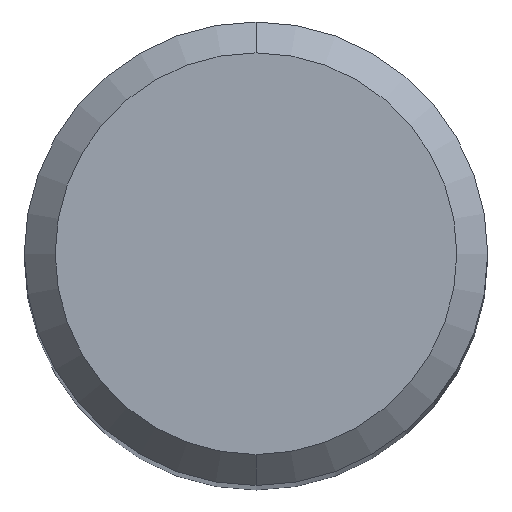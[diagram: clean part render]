
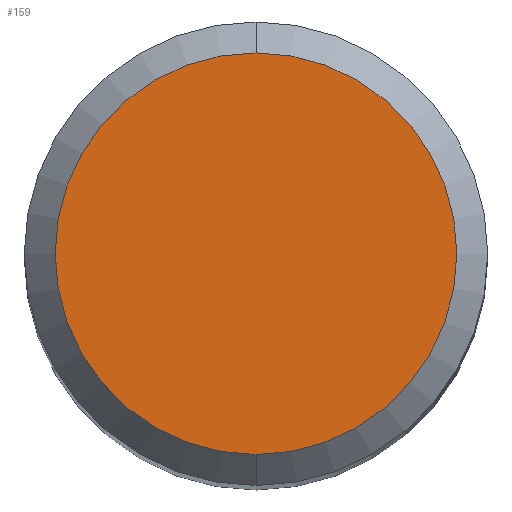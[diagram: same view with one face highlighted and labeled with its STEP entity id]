
A CAD part, top view. The second image highlights one B-rep face of the part: STEP entity #159.
In plain terms, the highlighted planar face has unit normal (0, 0, 1).
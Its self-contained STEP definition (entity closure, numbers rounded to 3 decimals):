
#109=EDGE_CURVE('',#213,#179,#261,.T.);
#125=EDGE_CURVE('',#179,#213,#281,.T.);
#159=ADVANCED_FACE('',(#321),#322,.T.);
#179=VERTEX_POINT('',#344);
#213=VERTEX_POINT('',#380);
#261=CIRCLE('',#423,2.6);
#281=CIRCLE('',#445,2.6);
#321=FACE_OUTER_BOUND('',#496,.T.);
#322=PLANE('',#497);
#344=CARTESIAN_POINT('',(0.0,2.6,0.0));
#380=CARTESIAN_POINT('',(0.,-2.6,0.0));
#423=AXIS2_PLACEMENT_3D('',#611,#612,#613);
#445=AXIS2_PLACEMENT_3D('',#649,#650,#651);
#496=EDGE_LOOP('',(#716,#717));
#497=AXIS2_PLACEMENT_3D('',#718,#719,#720);
#611=CARTESIAN_POINT('',(0.0,0.0,0.0));
#612=DIRECTION('',(0.0,0.0,-1.0));
#613=DIRECTION('',(0.0,1.0,0.0));
#649=CARTESIAN_POINT('',(0.0,0.0,0.0));
#650=DIRECTION('',(0.0,0.0,-1.0));
#651=DIRECTION('',(0.0,1.0,0.0));
#716=ORIENTED_EDGE('',*,*,#125,.F.);
#717=ORIENTED_EDGE('',*,*,#109,.F.);
#718=CARTESIAN_POINT('',(0.0,1.3,0.0));
#719=DIRECTION('',(-0.0,0.0,1.0));
#720=DIRECTION('',(0.0,-1.0,0.0));
